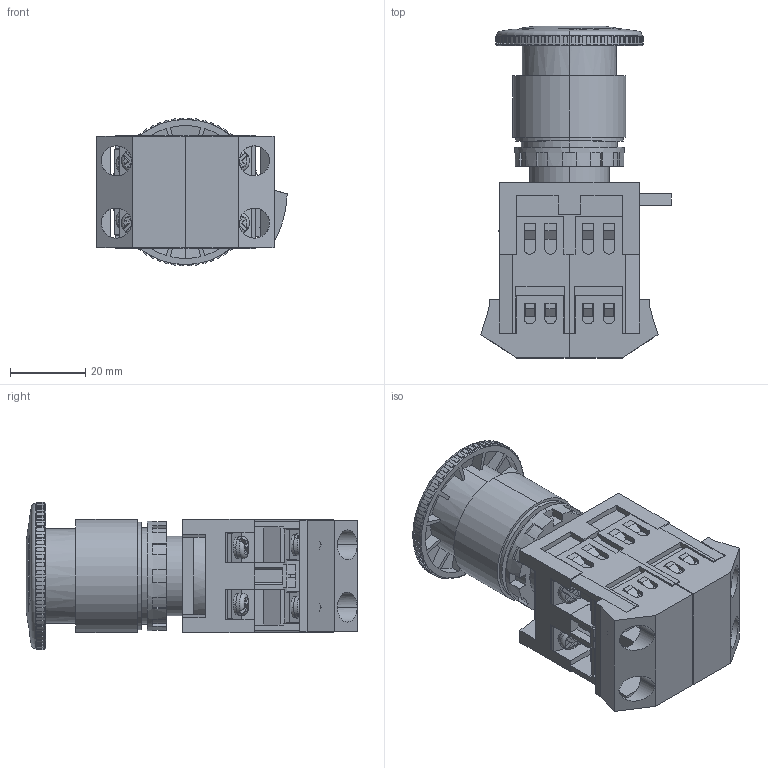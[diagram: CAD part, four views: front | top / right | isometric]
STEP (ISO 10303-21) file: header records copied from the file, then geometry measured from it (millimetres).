
FILE_DESCRIPTION (( 'STEP AP214' ), '1' );
FILE_NAME ('BBG40-ANE-K04 Êíîïêà ANE22 Ãðèáîêñ ôèêñ.êðàñ.d22ìì íåîí240Â 1ç+1ð ÈÝÊ.STEP', '2017-11-01T11:43:32', ( '' ), ( '' ), 'SwSTEP 2.0', 'SolidWorks 2014', '' );
FILE_SCHEMA (( 'AUTOMOTIVE_DESIGN' ));
Length unit declared in the file: millimetre
Products named in the file (1): BBG40-ANE-K04 Êíîïêà ANE22 Ãðèáîêñ ôèêñ.êðàñ.d22ìì íåîí240Â 1ç+1ð ÈÝÊ
Bounding box: 50.5 x 88 x 39.19 mm (x, y, z)
Volume: 61042 mm3; surface area: 31760.3 mm2
Topology: 5 solids, 5 shells, 1215 faces, 3288 edges, 2180 vertices
Faces by surface type: plane 990, cylinder 192, cone 19, torus 14
Entity records: 38268 total; most frequent: CARTESIAN_POINT 7113, ORIENTED_EDGE 6576, DIRECTION 6222, EDGE_CURVE 3288, VECTOR 2588, LINE 2588, VERTEX_POINT 2180, AXIS2_PLACEMENT_3D 1817
